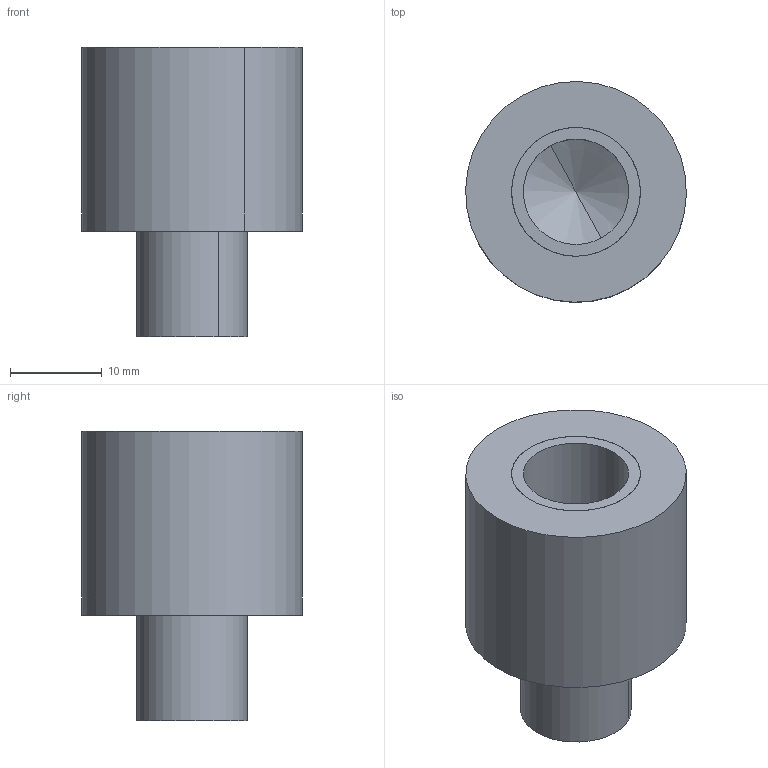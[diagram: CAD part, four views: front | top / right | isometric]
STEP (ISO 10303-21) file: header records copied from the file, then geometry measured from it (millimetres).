
FILE_DESCRIPTION(('CATIA V5 STEP Exchange'),'2;1');
FILE_NAME('Guide demarreur.stp','2019-05-17T06:12:22+00:00',('none'),('none'),'CATIA Version 5 Release 20 GA (IN-10)','CATIA V5 STEP AP203','none');
FILE_SCHEMA(('CONFIG_CONTROL_DESIGN'));
Length unit declared in the file: millimetre
Products named in the file (1): Guide demarreur
Bounding box: 23.99 x 23.99 x 31.5 mm (x, y, z)
Volume: 9106.1 mm3; surface area: 4212.1 mm2
Topology: 2 solids, 2 shells, 17 faces, 34 edges, 21 vertices
Faces by surface type: cylinder 10, plane 5, cone 2
Entity records: 427 total; most frequent: CARTESIAN_POINT 64, ORIENTED_EDGE 64, DIRECTION 52, EDGE_CURVE 32, AXIS2_PLACEMENT_3D 31, EDGE_LOOP 21, VERTEX_POINT 21, CIRCLE 20
